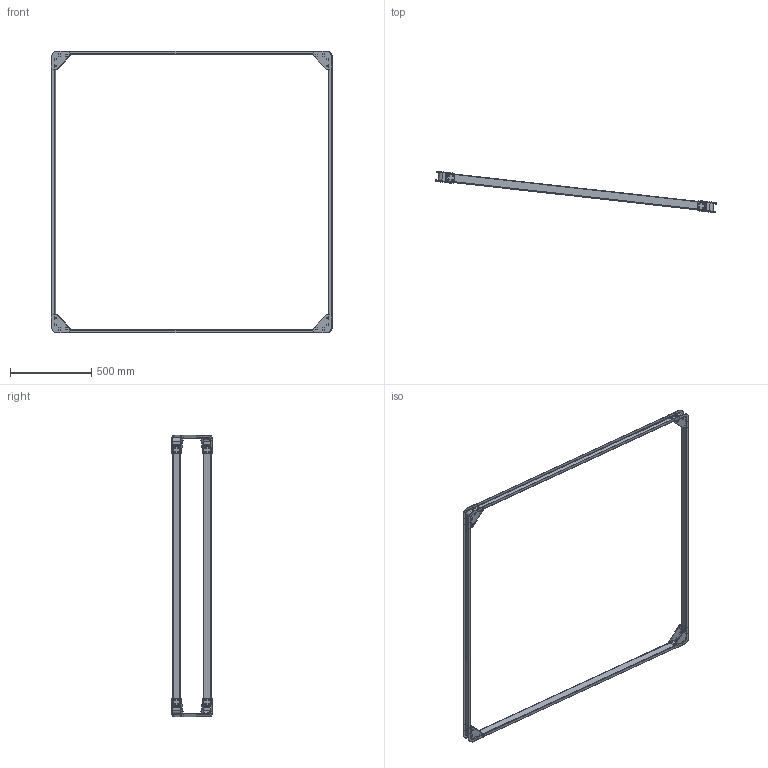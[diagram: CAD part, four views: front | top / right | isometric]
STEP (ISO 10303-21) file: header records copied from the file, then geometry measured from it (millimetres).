
FILE_DESCRIPTION(('HOOPS Exchange Step'),'2;1');
FILE_NAME('export-B03A9AD8-D927-4A78-B090-63825EBCEA86.stp','2022-04-23T22:18:10+03:00',('othaa'),('Alibre'),'HOOPS Exchange 2020.1','Alibre','Unknown authorisation');
FILE_SCHEMA( ('AP242_MANAGED_MODEL_BASED_3D_ENGINEERING_MIM_LF {1 0 10303 442 1 1 4 }') );
Length unit declared in the file: millimetre
Products named in the file (6): Corner ground; Corner side; rivets; Corner; Middle channel; Middle coil
Assembly tree (19 placements, depth 3):
  Middle coil
    Corner  x4
      Corner ground
      Corner side
      rivets
    Middle channel  x4
Bounding box: 1733.78 x 251.12 x 1738.4 mm (x, y, z)
Volume: 1379227.5 mm3; surface area: 1357296.4 mm2
Topology: 48 solids, 48 shells, 1200 faces, 3152 edges, 2048 vertices
Faces by surface type: plane 512, cylinder 496, torus 128, bspline 64
Full cylindrical faces by diameter (mm): 4.2 x64
Entity records: 6049 total; most frequent: CARTESIAN_POINT 1061, DIRECTION 1052, ORIENTED_EDGE 984, EDGE_CURVE 492, AXIS2_PLACEMENT_3D 368, VERTEX_POINT 337, VECTOR 316, LINE 316
